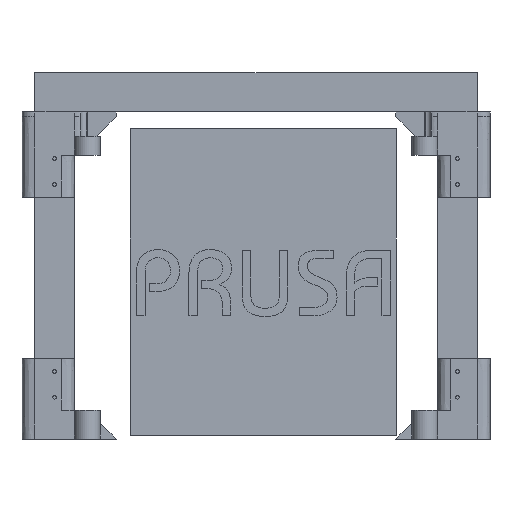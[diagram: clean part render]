
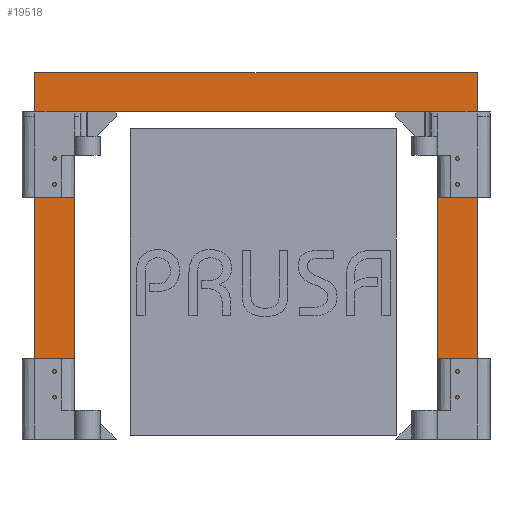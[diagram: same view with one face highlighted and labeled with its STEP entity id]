
A CAD part, front view. The second image highlights one B-rep face of the part: STEP entity #19518.
In plain terms, the highlighted planar face has unit normal (0, -1, 0).
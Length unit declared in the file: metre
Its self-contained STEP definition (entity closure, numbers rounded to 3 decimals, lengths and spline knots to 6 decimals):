
#5027=ORIENTED_EDGE('',*,*,#8951,.T.);
#5028=ORIENTED_EDGE('',*,*,#9115,.T.);
#5029=ORIENTED_EDGE('',*,*,#9116,.F.);
#5030=ORIENTED_EDGE('',*,*,#9117,.T.);
#5031=ORIENTED_EDGE('',*,*,#9105,.F.);
#5032=ORIENTED_EDGE('',*,*,#9118,.F.);
#5033=ORIENTED_EDGE('',*,*,#9119,.F.);
#5034=ORIENTED_EDGE('',*,*,#9120,.F.);
#8951=EDGE_CURVE('',#11272,#11275,#13138,.T.);
#9105=EDGE_CURVE('',#11429,#11430,#13242,.T.);
#9115=EDGE_CURVE('',#11275,#11439,#13252,.T.);
#9116=EDGE_CURVE('',#11440,#11439,#13253,.T.);
#9117=EDGE_CURVE('',#11440,#11430,#13254,.T.);
#9118=EDGE_CURVE('',#11441,#11429,#13255,.T.);
#9119=EDGE_CURVE('',#11442,#11441,#13256,.T.);
#9120=EDGE_CURVE('',#11272,#11442,#13257,.T.);
#11272=VERTEX_POINT('',#30973);
#11275=VERTEX_POINT('',#30978);
#11429=VERTEX_POINT('',#31387);
#11430=VERTEX_POINT('',#31389);
#11439=VERTEX_POINT('',#31409);
#11440=VERTEX_POINT('',#31411);
#11441=VERTEX_POINT('',#31414);
#11442=VERTEX_POINT('',#31416);
#13138=LINE('',#30979,#15048);
#13242=LINE('',#31388,#15152);
#13252=LINE('',#31408,#15162);
#13253=LINE('',#31410,#15163);
#13254=LINE('',#31412,#15164);
#13255=LINE('',#31413,#15165);
#13256=LINE('',#31415,#15166);
#13257=LINE('',#31417,#15167);
#15048=VECTOR('',#22558,1.);
#15152=VECTOR('',#22664,1.);
#15162=VECTOR('',#22676,1.);
#15163=VECTOR('',#22677,1.);
#15164=VECTOR('',#22678,1.);
#15165=VECTOR('',#22679,1.);
#15166=VECTOR('',#22680,1.);
#15167=VECTOR('',#22681,1.);
#16569=EDGE_LOOP('',(#5027,#5028,#5029,#5030,#5031,#5032,#5033,#5034));
#17776=FACE_BOUND('',#16569,.T.);
#18612=PLANE('',#20419);
#19518=ADVANCED_FACE('',(#17776),#18612,.T.);
#20419=AXIS2_PLACEMENT_3D('',#31407,#22674,#22675);
#22558=DIRECTION('',(-1.,0.,0.));
#22664=DIRECTION('',(-1.,0.,0.));
#22674=DIRECTION('',(0.,-1.,0.));
#22675=DIRECTION('',(1.,0.,0.));
#22676=DIRECTION('',(0.,0.,-1.));
#22677=DIRECTION('',(-1.,0.,0.));
#22678=DIRECTION('',(0.,0.,1.));
#22679=DIRECTION('',(0.,0.,1.));
#22680=DIRECTION('',(-1.,0.,0.));
#22681=DIRECTION('',(0.,0.,-1.));
#30973=CARTESIAN_POINT('',(0.274638,-0.274638,0.0485));
#30978=CARTESIAN_POINT('',(-0.274638,-0.274638,0.0485));
#30979=CARTESIAN_POINT('',(0.,-0.274638,0.0485));
#31387=CARTESIAN_POINT('',(0.225638,-0.274638,0.));
#31388=CARTESIAN_POINT('',(0.,-0.274638,0.));
#31389=CARTESIAN_POINT('',(-0.225638,-0.274638,0.));
#31407=CARTESIAN_POINT('',(0.,-0.274638,0.0485));
#31408=CARTESIAN_POINT('',(-0.274638,-0.274638,0.0485));
#31409=CARTESIAN_POINT('',(-0.274638,-0.274638,-0.40235));
#31410=CARTESIAN_POINT('',(0.,-0.274638,-0.40235));
#31411=CARTESIAN_POINT('',(-0.225638,-0.274638,-0.40235));
#31412=CARTESIAN_POINT('',(-0.225638,-0.274638,-0.40235));
#31413=CARTESIAN_POINT('',(0.225638,-0.274638,-0.40235));
#31414=CARTESIAN_POINT('',(0.225638,-0.274638,-0.40235));
#31415=CARTESIAN_POINT('',(0.,-0.274638,-0.40235));
#31416=CARTESIAN_POINT('',(0.274638,-0.274638,-0.40235));
#31417=CARTESIAN_POINT('',(0.274638,-0.274638,0.0485));
